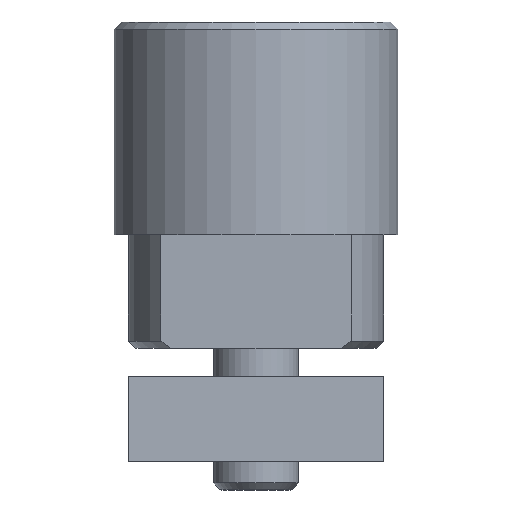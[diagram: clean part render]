
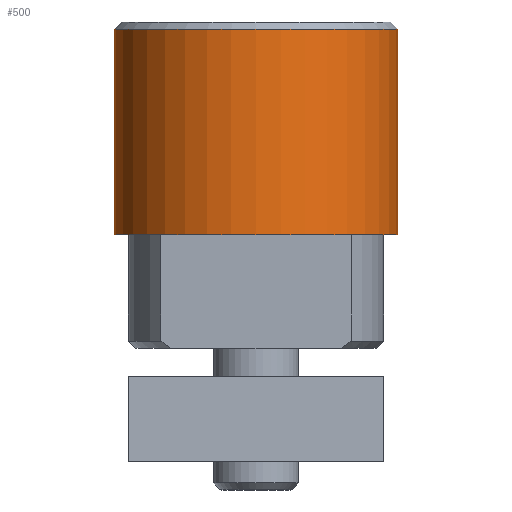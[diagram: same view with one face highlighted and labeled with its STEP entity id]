
A CAD part, front view. The second image highlights one B-rep face of the part: STEP entity #500.
In plain terms, the highlighted cylindrical face has radius 10 mm (diameter 20 mm), a partial arc.
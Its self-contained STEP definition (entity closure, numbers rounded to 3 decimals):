
#362=VERTEX_POINT('',#879);
#466=EDGE_CURVE('',#552,#470,#989,.T.);
#470=VERTEX_POINT('',#993);
#500=ADVANCED_FACE('',(#1026),#1027,.T.);
#552=VERTEX_POINT('',#1082);
#556=EDGE_CURVE('',#692,#362,#1087,.T.);
#564=EDGE_CURVE('',#362,#470,#1097,.T.);
#692=VERTEX_POINT('',#1242);
#732=EDGE_CURVE('',#552,#692,#1286,.T.);
#879=CARTESIAN_POINT('',(10.0,0.,0.));
#989=CIRCLE('',#1655,10.0);
#993=CARTESIAN_POINT('',(10.0,0.,14.5));
#1026=FACE_OUTER_BOUND('',#1722,.T.);
#1027=CYLINDRICAL_SURFACE('',#1723,10.0);
#1082=CARTESIAN_POINT('',(-10.0,0.,14.5));
#1087=CIRCLE('',#1811,10.0);
#1097=LINE('',#1824,#1825);
#1242=CARTESIAN_POINT('',(-10.0,0.,0.));
#1286=LINE('',#2096,#2097);
#1655=AXIS2_PLACEMENT_3D('',#2383,#2384,#2385);
#1722=EDGE_LOOP('',(#2427,#2428,#2429,#2430));
#1723=AXIS2_PLACEMENT_3D('',#2431,#2432,#2433);
#1811=AXIS2_PLACEMENT_3D('',#2493,#2494,#2495);
#1824=CARTESIAN_POINT('',(10.0,0.,7.25));
#1825=VECTOR('',#2505,1.0);
#2096=CARTESIAN_POINT('',(-10.0,0.,7.25));
#2097=VECTOR('',#2722,1.0);
#2383=CARTESIAN_POINT('',(0.0,0.,14.5));
#2384=DIRECTION('',(0.0,-0.0,1.0));
#2385=DIRECTION('',(1.0,0.,0.0));
#2427=ORIENTED_EDGE('',*,*,#564,.T.);
#2428=ORIENTED_EDGE('',*,*,#466,.F.);
#2429=ORIENTED_EDGE('',*,*,#732,.T.);
#2430=ORIENTED_EDGE('',*,*,#556,.T.);
#2431=CARTESIAN_POINT('',(0.0,0.,7.25));
#2432=DIRECTION('',(-0.0,0.0,-1.0));
#2433=DIRECTION('',(1.0,0.,0.0));
#2493=CARTESIAN_POINT('',(0.0,0.,0.));
#2494=DIRECTION('',(0.0,-0.0,1.0));
#2495=DIRECTION('',(1.0,0.,0.0));
#2505=DIRECTION('',(0.0,0.0,1.0));
#2722=DIRECTION('',(-0.0,-0.0,-1.0));
